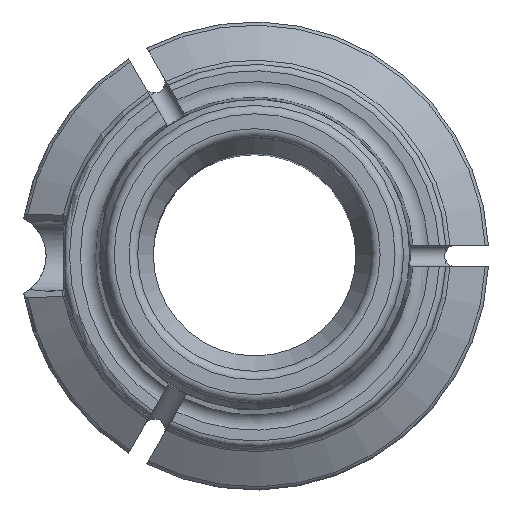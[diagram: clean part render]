
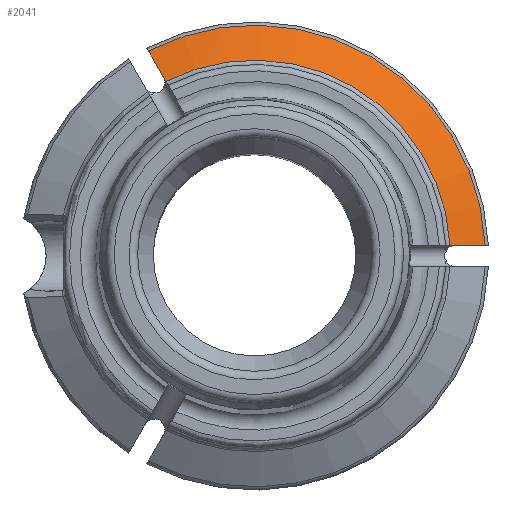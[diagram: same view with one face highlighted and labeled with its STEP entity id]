
A CAD part, top view. The second image highlights one B-rep face of the part: STEP entity #2041.
In plain terms, the highlighted conical face has half-angle 60 degrees and reference radius 9 mm.
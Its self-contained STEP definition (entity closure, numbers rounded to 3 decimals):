
#192=CONICAL_SURFACE('',#2220,9.,1.047);
#204=CIRCLE('',#2070,9.2);
#209=CIRCLE('',#2077,10.85);
#212=CIRCLE('',#2084,10495.54);
#274=CIRCLE('',#2191,10495.54);
#703=ORIENTED_EDGE('',*,*,#778,.T.);
#704=ORIENTED_EDGE('',*,*,#799,.F.);
#705=ORIENTED_EDGE('',*,*,#769,.T.);
#706=ORIENTED_EDGE('',*,*,#930,.T.);
#769=EDGE_CURVE('',#985,#983,#204,.T.);
#778=EDGE_CURVE('',#989,#992,#209,.T.);
#799=EDGE_CURVE('',#985,#992,#212,.T.);
#930=EDGE_CURVE('',#983,#989,#274,.T.);
#983=VERTEX_POINT('',#2808);
#985=VERTEX_POINT('',#2811);
#989=VERTEX_POINT('',#2832);
#992=VERTEX_POINT('',#2840);
#1260=EDGE_LOOP('',(#703,#704,#705,#706));
#1362=FACE_BOUND('',#1260,.T.);
#2041=ADVANCED_FACE('',(#1362),#192,.T.);
#2070=AXIS2_PLACEMENT_3D('',#2810,#2278,#2279);
#2077=AXIS2_PLACEMENT_3D('',#2841,#2292,#2293);
#2084=AXIS2_PLACEMENT_3D('',#2914,#2316,#2317);
#2191=AXIS2_PLACEMENT_3D('',#3295,#2567,#2568);
#2220=AXIS2_PLACEMENT_3D('',#3341,#2625,#2626);
#2278=DIRECTION('',(0.,0.,-1.));
#2279=DIRECTION('',(-1.,0.,0.));
#2292=DIRECTION('',(0.,0.,1.));
#2293=DIRECTION('',(1.,0.,0.));
#2316=DIRECTION('',(-0.866,-0.5,0.));
#2317=DIRECTION('',(-0.25,0.433,0.866));
#2567=DIRECTION('',(0.,1.,0.));
#2568=DIRECTION('',(0.499,0.,0.866));
#2625=DIRECTION('',(0.,0.,-1.));
#2626=DIRECTION('',(-1.,0.,0.));
#2808=CARTESIAN_POINT('',(9.186,0.5,2.885));
#2810=CARTESIAN_POINT('',(0.,0.,2.885));
#2811=CARTESIAN_POINT('',(-4.16,8.206,2.885));
#2832=CARTESIAN_POINT('',(10.838,0.5,1.932));
#2840=CARTESIAN_POINT('',(-4.986,9.636,1.932));
#2841=CARTESIAN_POINT('',(0.,0.,1.932));
#2914=CARTESIAN_POINT('',(2616.845,-4531.508,-9089.843));
#3295=CARTESIAN_POINT('',(-5232.823,0.5,-9089.843));
#3341=CARTESIAN_POINT('',(0.,0.,3.));
